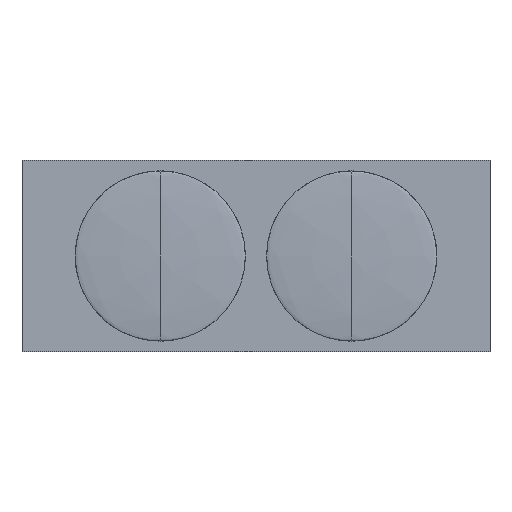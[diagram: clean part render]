
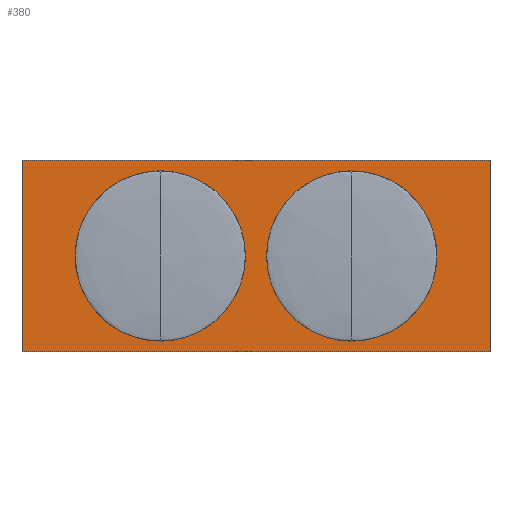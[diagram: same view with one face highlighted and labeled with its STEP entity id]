
A CAD part, left-side view. The second image highlights one B-rep face of the part: STEP entity #380.
In plain terms, the highlighted planar face has unit normal (-1, 0, 0).
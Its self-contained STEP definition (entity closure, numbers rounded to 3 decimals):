
#107 = VECTOR ( 'NONE', #951, 1000. ) ;
#131 = CARTESIAN_POINT ( 'NONE',  ( -15., -11., 4.5 ) ) ;
#151 = VERTEX_POINT ( 'NONE', #192 ) ;
#153 = VERTEX_POINT ( 'NONE', #290 ) ;
#192 = CARTESIAN_POINT ( 'NONE',  ( -15., -11., 4.5 ) ) ;
#202 = VECTOR ( 'NONE', #540, 1000. ) ;
#215 = DIRECTION ( 'NONE',  ( 1., 0., 0. ) ) ;
#290 = CARTESIAN_POINT ( 'NONE',  ( -15., -11., -4.5 ) ) ;
#306 = VERTEX_POINT ( 'NONE', #1220 ) ;
#333 = EDGE_CURVE ( 'NONE', #504, #306, #735, .T. ) ;
#362 = AXIS2_PLACEMENT_3D ( 'NONE', #131, #215, #1045 ) ;
#368 = CARTESIAN_POINT ( 'NONE',  ( -15., 11., 4.5 ) ) ;
#380 = ADVANCED_FACE ( 'NONE', ( #381 ), #941, .F. ) ;
#381 = FACE_OUTER_BOUND ( 'NONE', #1115, .T. ) ;
#387 = ORIENTED_EDGE ( 'NONE', *, *, #1117, .F. ) ;
#408 = LINE ( 'NONE', #521, #824 ) ;
#504 = VERTEX_POINT ( 'NONE', #582 ) ;
#521 = CARTESIAN_POINT ( 'NONE',  ( -15., -11., -4.5 ) ) ;
#540 = DIRECTION ( 'NONE',  ( 0., -1., 0. ) ) ;
#545 = ORIENTED_EDGE ( 'NONE', *, *, #333, .T. ) ;
#582 = CARTESIAN_POINT ( 'NONE',  ( -15., 11., 4.5 ) ) ;
#631 = ORIENTED_EDGE ( 'NONE', *, *, #1164, .F. ) ;
#735 = LINE ( 'NONE', #368, #1207 ) ;
#746 = CARTESIAN_POINT ( 'NONE',  ( -15., -11., 4.5 ) ) ;
#805 = ORIENTED_EDGE ( 'NONE', *, *, #1083, .T. ) ;
#824 = VECTOR ( 'NONE', #927, 1000. ) ;
#927 = DIRECTION ( 'NONE',  ( 0., -1., 0. ) ) ;
#941 = PLANE ( 'NONE',  #362 ) ;
#951 = DIRECTION ( 'NONE',  ( 0., 0., -1. ) ) ;
#1045 = DIRECTION ( 'NONE',  ( 0., 0., -1. ) ) ;
#1075 = LINE ( 'NONE', #746, #202 ) ;
#1083 = EDGE_CURVE ( 'NONE', #306, #153, #408, .T. ) ;
#1115 = EDGE_LOOP ( 'NONE', ( #805, #631, #387, #545 ) ) ;
#1117 = EDGE_CURVE ( 'NONE', #504, #151, #1075, .T. ) ;
#1155 = CARTESIAN_POINT ( 'NONE',  ( -15., -11., 4.5 ) ) ;
#1164 = EDGE_CURVE ( 'NONE', #151, #153, #1202, .T. ) ;
#1178 = DIRECTION ( 'NONE',  ( 0., 0., -1. ) ) ;
#1202 = LINE ( 'NONE', #1155, #107 ) ;
#1207 = VECTOR ( 'NONE', #1178, 1000. ) ;
#1220 = CARTESIAN_POINT ( 'NONE',  ( -15., 11., -4.5 ) ) ;
